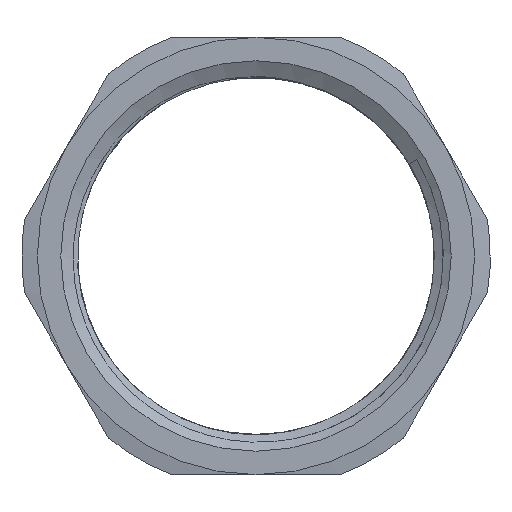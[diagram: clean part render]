
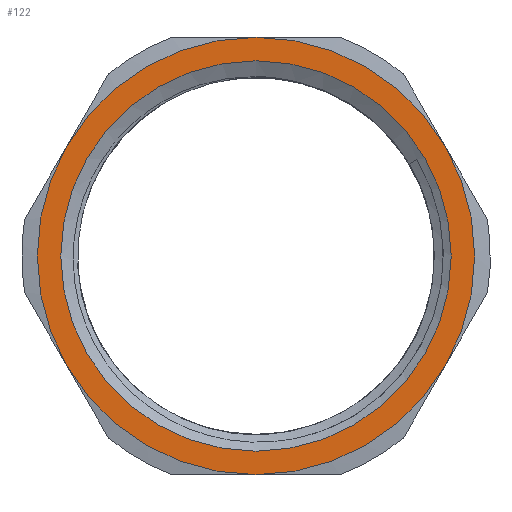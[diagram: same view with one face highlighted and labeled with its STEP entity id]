
A CAD part, left-side view. The second image highlights one B-rep face of the part: STEP entity #122.
In plain terms, the highlighted planar face has unit normal (-1, 0, 0).
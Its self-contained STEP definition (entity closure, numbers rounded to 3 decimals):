
#98=PLANE('',#578);
#101=FACE_BOUND('',#192,.T.);
#102=FACE_BOUND('',#193,.T.);
#122=ADVANCED_FACE('',(#101,#102),#98,.T.);
#192=EDGE_LOOP('',(#309));
#193=EDGE_LOOP('',(#310,#311,#312,#313,#314,#315));
#230=CIRCLE('',#571,6.249);
#231=CIRCLE('',#572,7.);
#232=CIRCLE('',#573,7.);
#233=CIRCLE('',#574,7.);
#234=CIRCLE('',#575,7.);
#235=CIRCLE('',#576,7.);
#236=CIRCLE('',#577,7.);
#309=ORIENTED_EDGE('',*,*,#494,.T.);
#310=ORIENTED_EDGE('',*,*,#495,.T.);
#311=ORIENTED_EDGE('',*,*,#496,.T.);
#312=ORIENTED_EDGE('',*,*,#497,.T.);
#313=ORIENTED_EDGE('',*,*,#498,.T.);
#314=ORIENTED_EDGE('',*,*,#499,.T.);
#315=ORIENTED_EDGE('',*,*,#500,.T.);
#424=VERTEX_POINT('',#817);
#426=VERTEX_POINT('',#836);
#428=VERTEX_POINT('',#855);
#430=VERTEX_POINT('',#874);
#432=VERTEX_POINT('',#893);
#434=VERTEX_POINT('',#912);
#435=VERTEX_POINT('',#919);
#494=EDGE_CURVE('',#435,#435,#230,.T.);
#495=EDGE_CURVE('',#424,#426,#231,.T.);
#496=EDGE_CURVE('',#426,#428,#232,.T.);
#497=EDGE_CURVE('',#428,#430,#233,.T.);
#498=EDGE_CURVE('',#430,#432,#234,.T.);
#499=EDGE_CURVE('',#432,#434,#235,.T.);
#500=EDGE_CURVE('',#434,#424,#236,.T.);
#571=AXIS2_PLACEMENT_3D('',#918,#674,#675);
#572=AXIS2_PLACEMENT_3D('',#920,#676,#677);
#573=AXIS2_PLACEMENT_3D('',#921,#678,#679);
#574=AXIS2_PLACEMENT_3D('',#922,#680,#681);
#575=AXIS2_PLACEMENT_3D('',#923,#682,#683);
#576=AXIS2_PLACEMENT_3D('',#924,#684,#685);
#577=AXIS2_PLACEMENT_3D('',#925,#686,#687);
#578=AXIS2_PLACEMENT_3D('',#926,#688,#689);
#674=DIRECTION('',(1.,0.,0.));
#675=DIRECTION('',(0.,0.,1.));
#676=DIRECTION('',(-1.,0.,0.));
#677=DIRECTION('',(0.,0.,1.));
#678=DIRECTION('',(-1.,0.,0.));
#679=DIRECTION('',(0.,0.,1.));
#680=DIRECTION('',(-1.,0.,0.));
#681=DIRECTION('',(0.,0.,1.));
#682=DIRECTION('',(-1.,0.,0.));
#683=DIRECTION('',(0.,0.,1.));
#684=DIRECTION('',(-1.,0.,0.));
#685=DIRECTION('',(0.,0.,1.));
#686=DIRECTION('',(-1.,0.,0.));
#687=DIRECTION('',(0.,0.,1.));
#688=DIRECTION('',(-1.,0.,0.));
#689=DIRECTION('',(0.,0.,1.));
#817=CARTESIAN_POINT('',(0.,6.062,3.5));
#836=CARTESIAN_POINT('',(0.,6.062,-3.5));
#855=CARTESIAN_POINT('',(0.,0.,-7.));
#874=CARTESIAN_POINT('',(0.,-6.062,-3.5));
#893=CARTESIAN_POINT('',(0.,-6.062,3.5));
#912=CARTESIAN_POINT('',(0.,0.,7.));
#918=CARTESIAN_POINT('',(0.,0.,0.));
#919=CARTESIAN_POINT('',(0.,0.,6.249));
#920=CARTESIAN_POINT('',(0.,0.,0.));
#921=CARTESIAN_POINT('',(0.,0.,0.));
#922=CARTESIAN_POINT('',(0.,0.,0.));
#923=CARTESIAN_POINT('',(0.,0.,0.));
#924=CARTESIAN_POINT('',(0.,0.,0.));
#925=CARTESIAN_POINT('',(0.,0.,0.));
#926=CARTESIAN_POINT('',(0.,0.,0.));
